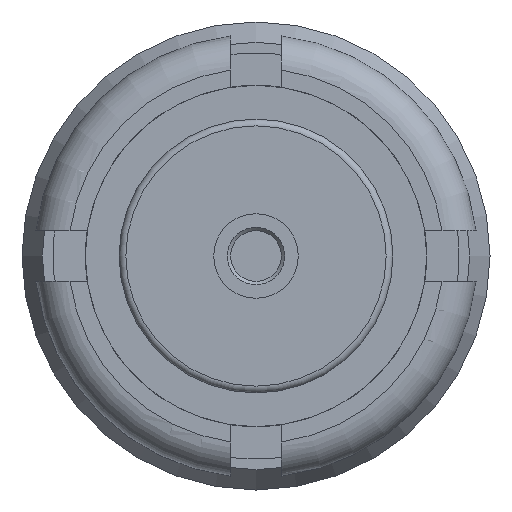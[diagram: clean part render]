
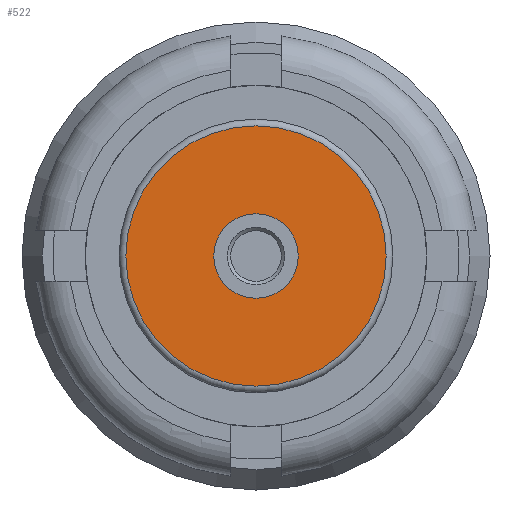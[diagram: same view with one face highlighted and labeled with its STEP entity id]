
A CAD part, left-side view. The second image highlights one B-rep face of the part: STEP entity #522.
In plain terms, the highlighted planar face has unit normal (-1, 0, 0).
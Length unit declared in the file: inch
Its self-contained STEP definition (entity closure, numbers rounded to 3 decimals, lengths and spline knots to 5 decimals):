
#31 = DIRECTION ( 'NONE',  ( 0., 0., -1. ) ) ;
#138 = EDGE_CURVE ( 'NONE', #1207, #1207, #1082, .T. ) ;
#236 = ORIENTED_EDGE ( 'NONE', *, *, #138, .F. ) ;
#244 = DIRECTION ( 'NONE',  ( 0., 0., -1. ) ) ;
#337 = AXIS2_PLACEMENT_3D ( 'NONE', #1253, #1536, #1551 ) ;
#385 = CARTESIAN_POINT ( 'NONE',  ( 0.02, 0., 0. ) ) ;
#522 = ADVANCED_FACE ( 'NONE', ( #1872, #543 ), #1691, .F. ) ;
#543 = FACE_OUTER_BOUND ( 'NONE', #1160, .T. ) ;
#669 = VERTEX_POINT ( 'NONE', #734 ) ;
#711 = DIRECTION ( 'NONE',  ( -1., 0., 0. ) ) ;
#728 = CARTESIAN_POINT ( 'NONE',  ( 0.02, 0., 0.0125 ) ) ;
#734 = CARTESIAN_POINT ( 'NONE',  ( 0.02, 0., -0.0385 ) ) ;
#753 = AXIS2_PLACEMENT_3D ( 'NONE', #385, #711, #244 ) ;
#835 = EDGE_CURVE ( 'NONE', #669, #669, #1217, .T. ) ;
#1082 = CIRCLE ( 'NONE', #337, 0.0125 ) ;
#1109 = DIRECTION ( 'NONE',  ( 1., 0., 0. ) ) ;
#1160 = EDGE_LOOP ( 'NONE', ( #1909 ) ) ;
#1207 = VERTEX_POINT ( 'NONE', #728 ) ;
#1217 = CIRCLE ( 'NONE', #753, 0.0385 ) ;
#1253 = CARTESIAN_POINT ( 'NONE',  ( 0.02, 0., 0. ) ) ;
#1397 = CARTESIAN_POINT ( 'NONE',  ( 0.02, 0., 0. ) ) ;
#1536 = DIRECTION ( 'NONE',  ( -1., 0., 0. ) ) ;
#1551 = DIRECTION ( 'NONE',  ( 0., 0., 1. ) ) ;
#1604 = EDGE_LOOP ( 'NONE', ( #236 ) ) ;
#1625 = AXIS2_PLACEMENT_3D ( 'NONE', #1397, #1109, #31 ) ;
#1691 = PLANE ( 'NONE',  #1625 ) ;
#1872 = FACE_BOUND ( 'NONE', #1604, .T. ) ;
#1909 = ORIENTED_EDGE ( 'NONE', *, *, #835, .T. ) ;
